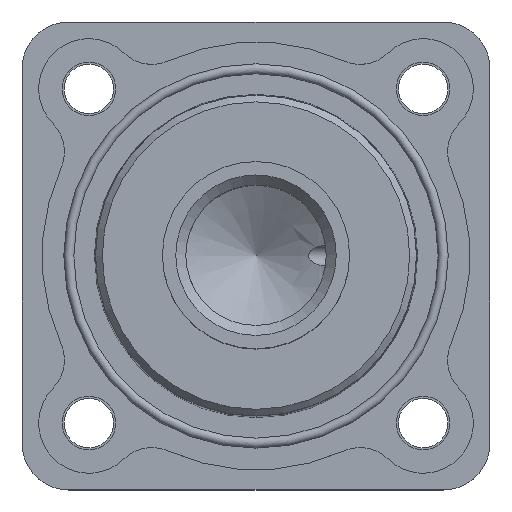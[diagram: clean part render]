
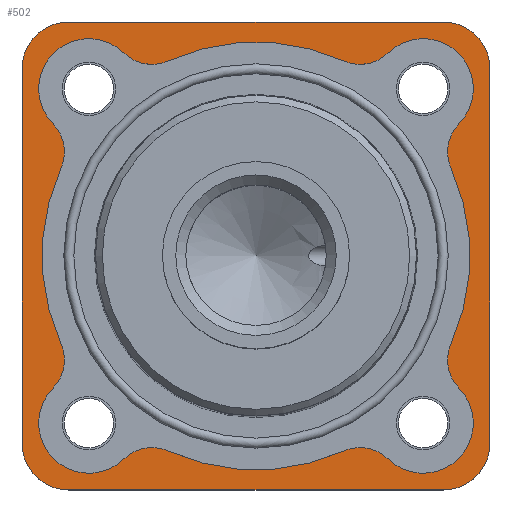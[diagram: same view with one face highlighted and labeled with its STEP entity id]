
A CAD part, top view. The second image highlights one B-rep face of the part: STEP entity #502.
In plain terms, the highlighted planar face has unit normal (0, 0, 1).
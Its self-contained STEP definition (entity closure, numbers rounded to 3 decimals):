
#114=PLANE('',#1873);
#202=LINE('',#2957,#284);
#203=LINE('',#2961,#285);
#204=LINE('',#2965,#286);
#205=LINE('',#2969,#287);
#284=VECTOR('',#2334,1.);
#285=VECTOR('',#2337,1.);
#286=VECTOR('',#2340,1.);
#287=VECTOR('',#2343,1.);
#502=ADVANCED_FACE('',(#609,#610),#114,.T.);
#609=FACE_BOUND('',#744,.T.);
#610=FACE_BOUND('',#745,.T.);
#744=EDGE_LOOP('',(#1040,#1041,#1042,#1043,#1044,#1045,#1046,#1047,#1048,
#1049,#1050,#1051,#1052,#1053,#1054,#1055));
#745=EDGE_LOOP('',(#1056,#1057,#1058,#1059,#1060,#1061,#1062,#1063));
#1040=ORIENTED_EDGE('',*,*,#1379,.F.);
#1041=ORIENTED_EDGE('',*,*,#1516,.F.);
#1042=ORIENTED_EDGE('',*,*,#1517,.F.);
#1043=ORIENTED_EDGE('',*,*,#1518,.F.);
#1044=ORIENTED_EDGE('',*,*,#1519,.F.);
#1045=ORIENTED_EDGE('',*,*,#1395,.F.);
#1046=ORIENTED_EDGE('',*,*,#1520,.F.);
#1047=ORIENTED_EDGE('',*,*,#1391,.F.);
#1048=ORIENTED_EDGE('',*,*,#1521,.F.);
#1049=ORIENTED_EDGE('',*,*,#1522,.F.);
#1050=ORIENTED_EDGE('',*,*,#1523,.F.);
#1051=ORIENTED_EDGE('',*,*,#1524,.F.);
#1052=ORIENTED_EDGE('',*,*,#1387,.F.);
#1053=ORIENTED_EDGE('',*,*,#1525,.F.);
#1054=ORIENTED_EDGE('',*,*,#1383,.F.);
#1055=ORIENTED_EDGE('',*,*,#1526,.F.);
#1056=ORIENTED_EDGE('',*,*,#1527,.T.);
#1057=ORIENTED_EDGE('',*,*,#1528,.T.);
#1058=ORIENTED_EDGE('',*,*,#1529,.T.);
#1059=ORIENTED_EDGE('',*,*,#1530,.T.);
#1060=ORIENTED_EDGE('',*,*,#1531,.T.);
#1061=ORIENTED_EDGE('',*,*,#1532,.T.);
#1062=ORIENTED_EDGE('',*,*,#1533,.T.);
#1063=ORIENTED_EDGE('',*,*,#1534,.T.);
#1233=VERTEX_POINT('',#2636);
#1234=VERTEX_POINT('',#2638);
#1237=VERTEX_POINT('',#2645);
#1238=VERTEX_POINT('',#2647);
#1241=VERTEX_POINT('',#2654);
#1242=VERTEX_POINT('',#2656);
#1245=VERTEX_POINT('',#2663);
#1246=VERTEX_POINT('',#2665);
#1249=VERTEX_POINT('',#2672);
#1250=VERTEX_POINT('',#2674);
#1334=VERTEX_POINT('',#2938);
#1335=VERTEX_POINT('',#2940);
#1336=VERTEX_POINT('',#2942);
#1337=VERTEX_POINT('',#2946);
#1338=VERTEX_POINT('',#2948);
#1339=VERTEX_POINT('',#2950);
#1340=VERTEX_POINT('',#2955);
#1341=VERTEX_POINT('',#2956);
#1342=VERTEX_POINT('',#2958);
#1343=VERTEX_POINT('',#2960);
#1344=VERTEX_POINT('',#2962);
#1345=VERTEX_POINT('',#2964);
#1346=VERTEX_POINT('',#2966);
#1347=VERTEX_POINT('',#2968);
#1379=EDGE_CURVE('',#1233,#1234,#1583,.T.);
#1383=EDGE_CURVE('',#1237,#1238,#1585,.T.);
#1387=EDGE_CURVE('',#1241,#1242,#1587,.T.);
#1391=EDGE_CURVE('',#1245,#1246,#1589,.T.);
#1395=EDGE_CURVE('',#1249,#1250,#1591,.T.);
#1516=EDGE_CURVE('',#1334,#1233,#1663,.T.);
#1517=EDGE_CURVE('',#1335,#1334,#1664,.T.);
#1518=EDGE_CURVE('',#1336,#1335,#1665,.T.);
#1519=EDGE_CURVE('',#1250,#1336,#1666,.T.);
#1520=EDGE_CURVE('',#1246,#1249,#1667,.T.);
#1521=EDGE_CURVE('',#1337,#1245,#1668,.T.);
#1522=EDGE_CURVE('',#1338,#1337,#1669,.T.);
#1523=EDGE_CURVE('',#1339,#1338,#1670,.T.);
#1524=EDGE_CURVE('',#1242,#1339,#1671,.T.);
#1525=EDGE_CURVE('',#1238,#1241,#1672,.T.);
#1526=EDGE_CURVE('',#1234,#1237,#1673,.T.);
#1527=EDGE_CURVE('',#1340,#1341,#1674,.T.);
#1528=EDGE_CURVE('',#1341,#1342,#202,.T.);
#1529=EDGE_CURVE('',#1342,#1343,#1675,.T.);
#1530=EDGE_CURVE('',#1343,#1344,#203,.T.);
#1531=EDGE_CURVE('',#1344,#1345,#1676,.T.);
#1532=EDGE_CURVE('',#1345,#1346,#204,.T.);
#1533=EDGE_CURVE('',#1346,#1347,#1677,.T.);
#1534=EDGE_CURVE('',#1347,#1340,#205,.T.);
#1583=CIRCLE('',#1715,3.75);
#1585=CIRCLE('',#1718,16.);
#1587=CIRCLE('',#1721,3.75);
#1589=CIRCLE('',#1724,3.);
#1591=CIRCLE('',#1727,3.);
#1663=CIRCLE('',#1858,3.);
#1664=CIRCLE('',#1859,16.);
#1665=CIRCLE('',#1860,3.);
#1666=CIRCLE('',#1861,3.75);
#1667=CIRCLE('',#1862,16.);
#1668=CIRCLE('',#1863,3.75);
#1669=CIRCLE('',#1864,3.);
#1670=CIRCLE('',#1865,16.);
#1671=CIRCLE('',#1866,3.);
#1672=CIRCLE('',#1867,3.);
#1673=CIRCLE('',#1868,3.);
#1674=CIRCLE('',#1869,3.5);
#1675=CIRCLE('',#1870,3.5);
#1676=CIRCLE('',#1871,3.5);
#1677=CIRCLE('',#1872,3.5);
#1715=AXIS2_PLACEMENT_3D('',#2637,#1967,#1968);
#1718=AXIS2_PLACEMENT_3D('',#2646,#1975,#1976);
#1721=AXIS2_PLACEMENT_3D('',#2655,#1983,#1984);
#1724=AXIS2_PLACEMENT_3D('',#2664,#1991,#1992);
#1727=AXIS2_PLACEMENT_3D('',#2673,#1999,#2000);
#1858=AXIS2_PLACEMENT_3D('',#2937,#2310,#2311);
#1859=AXIS2_PLACEMENT_3D('',#2939,#2312,#2313);
#1860=AXIS2_PLACEMENT_3D('',#2941,#2314,#2315);
#1861=AXIS2_PLACEMENT_3D('',#2943,#2316,#2317);
#1862=AXIS2_PLACEMENT_3D('',#2944,#2318,#2319);
#1863=AXIS2_PLACEMENT_3D('',#2945,#2320,#2321);
#1864=AXIS2_PLACEMENT_3D('',#2947,#2322,#2323);
#1865=AXIS2_PLACEMENT_3D('',#2949,#2324,#2325);
#1866=AXIS2_PLACEMENT_3D('',#2951,#2326,#2327);
#1867=AXIS2_PLACEMENT_3D('',#2952,#2328,#2329);
#1868=AXIS2_PLACEMENT_3D('',#2953,#2330,#2331);
#1869=AXIS2_PLACEMENT_3D('',#2954,#2332,#2333);
#1870=AXIS2_PLACEMENT_3D('',#2959,#2335,#2336);
#1871=AXIS2_PLACEMENT_3D('',#2963,#2338,#2339);
#1872=AXIS2_PLACEMENT_3D('',#2967,#2341,#2342);
#1873=AXIS2_PLACEMENT_3D('',#2970,#2344,#2345);
#1967=DIRECTION('',(0.,0.,1.));
#1968=DIRECTION('',(1.,0.,0.));
#1975=DIRECTION('',(0.,0.,1.));
#1976=DIRECTION('',(1.,0.,0.));
#1983=DIRECTION('',(0.,0.,1.));
#1984=DIRECTION('',(1.,0.,0.));
#1991=DIRECTION('',(0.,0.,-1.));
#1992=DIRECTION('',(1.,0.,0.));
#1999=DIRECTION('',(0.,0.,-1.));
#2000=DIRECTION('',(1.,0.,0.));
#2310=DIRECTION('',(0.,0.,-1.));
#2311=DIRECTION('',(1.,0.,0.));
#2312=DIRECTION('',(0.,0.,1.));
#2313=DIRECTION('',(1.,0.,0.));
#2314=DIRECTION('',(0.,0.,-1.));
#2315=DIRECTION('',(1.,0.,0.));
#2316=DIRECTION('',(0.,0.,1.));
#2317=DIRECTION('',(1.,0.,0.));
#2318=DIRECTION('',(0.,0.,1.));
#2319=DIRECTION('',(1.,0.,0.));
#2320=DIRECTION('',(0.,0.,1.));
#2321=DIRECTION('',(1.,0.,0.));
#2322=DIRECTION('',(0.,0.,-1.));
#2323=DIRECTION('',(1.,0.,0.));
#2324=DIRECTION('',(0.,0.,1.));
#2325=DIRECTION('',(1.,0.,0.));
#2326=DIRECTION('',(0.,0.,-1.));
#2327=DIRECTION('',(1.,0.,0.));
#2328=DIRECTION('',(0.,0.,-1.));
#2329=DIRECTION('',(1.,0.,0.));
#2330=DIRECTION('',(0.,0.,-1.));
#2331=DIRECTION('',(1.,0.,0.));
#2332=DIRECTION('',(0.,0.,1.));
#2333=DIRECTION('',(1.,0.,0.));
#2334=DIRECTION('',(0.,1.,0.));
#2335=DIRECTION('',(0.,0.,1.));
#2336=DIRECTION('',(1.,0.,0.));
#2337=DIRECTION('',(-1.,0.,0.));
#2338=DIRECTION('',(0.,0.,1.));
#2339=DIRECTION('',(1.,0.,0.));
#2340=DIRECTION('',(0.,-1.,0.));
#2341=DIRECTION('',(0.,0.,1.));
#2342=DIRECTION('',(1.,0.,0.));
#2343=DIRECTION('',(1.,0.,0.));
#2344=DIRECTION('',(0.,0.,1.));
#2345=DIRECTION('',(-1.,0.,0.));
#2636=CARTESIAN_POINT('',(-9.881,15.184,3.5));
#2637=CARTESIAN_POINT('',(-12.5,12.5,3.5));
#2638=CARTESIAN_POINT('',(-15.184,9.881,3.5));
#2645=CARTESIAN_POINT('',(-14.595,6.557,3.5));
#2646=CARTESIAN_POINT('',(0.,0.,3.5));
#2647=CARTESIAN_POINT('',(-14.595,-6.557,3.5));
#2654=CARTESIAN_POINT('',(-15.184,-9.881,3.5));
#2655=CARTESIAN_POINT('',(-12.5,-12.5,3.5));
#2656=CARTESIAN_POINT('',(-9.881,-15.184,3.5));
#2663=CARTESIAN_POINT('',(15.184,-9.881,3.5));
#2664=CARTESIAN_POINT('',(17.331,-7.786,3.5));
#2665=CARTESIAN_POINT('',(14.595,-6.557,3.5));
#2672=CARTESIAN_POINT('',(14.595,6.557,3.5));
#2673=CARTESIAN_POINT('',(17.331,7.786,3.5));
#2674=CARTESIAN_POINT('',(15.184,9.881,3.5));
#2937=CARTESIAN_POINT('',(-7.786,17.331,3.5));
#2938=CARTESIAN_POINT('',(-6.557,14.595,3.5));
#2939=CARTESIAN_POINT('',(0.,0.,3.5));
#2940=CARTESIAN_POINT('',(6.557,14.595,3.5));
#2941=CARTESIAN_POINT('',(7.786,17.331,3.5));
#2942=CARTESIAN_POINT('',(9.881,15.184,3.5));
#2943=CARTESIAN_POINT('',(12.5,12.5,3.5));
#2944=CARTESIAN_POINT('',(0.,0.,3.5));
#2945=CARTESIAN_POINT('',(12.5,-12.5,3.5));
#2946=CARTESIAN_POINT('',(9.881,-15.184,3.5));
#2947=CARTESIAN_POINT('',(7.786,-17.331,3.5));
#2948=CARTESIAN_POINT('',(6.557,-14.595,3.5));
#2949=CARTESIAN_POINT('',(0.,0.,3.5));
#2950=CARTESIAN_POINT('',(-6.557,-14.595,3.5));
#2951=CARTESIAN_POINT('',(-7.786,-17.331,3.5));
#2952=CARTESIAN_POINT('',(-17.331,-7.786,3.5));
#2953=CARTESIAN_POINT('',(-17.331,7.786,3.5));
#2954=CARTESIAN_POINT('',(14.,-14.,3.5));
#2955=CARTESIAN_POINT('',(14.,-17.5,3.5));
#2956=CARTESIAN_POINT('',(17.5,-14.,3.5));
#2957=CARTESIAN_POINT('',(17.5,-14.,3.5));
#2958=CARTESIAN_POINT('',(17.5,14.,3.5));
#2959=CARTESIAN_POINT('',(14.,14.,3.5));
#2960=CARTESIAN_POINT('',(14.,17.5,3.5));
#2961=CARTESIAN_POINT('',(14.,17.5,3.5));
#2962=CARTESIAN_POINT('',(-14.,17.5,3.5));
#2963=CARTESIAN_POINT('',(-14.,14.,3.5));
#2964=CARTESIAN_POINT('',(-17.5,14.,3.5));
#2965=CARTESIAN_POINT('',(-17.5,14.,3.5));
#2966=CARTESIAN_POINT('',(-17.5,-14.,3.5));
#2967=CARTESIAN_POINT('',(-14.,-14.,3.5));
#2968=CARTESIAN_POINT('',(-14.,-17.5,3.5));
#2969=CARTESIAN_POINT('',(-14.,-17.5,3.5));
#2970=CARTESIAN_POINT('',(14.,-14.,3.5));
